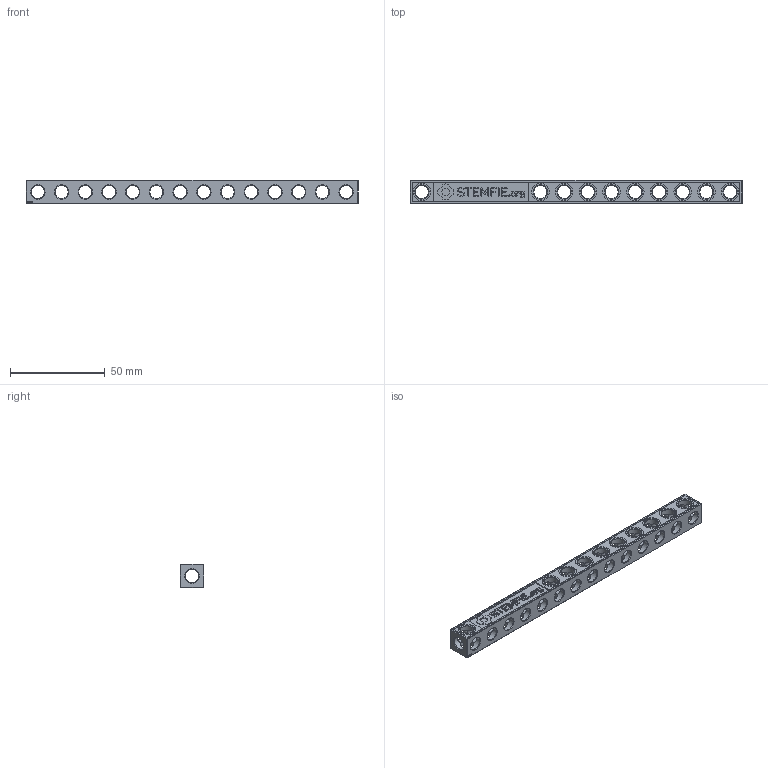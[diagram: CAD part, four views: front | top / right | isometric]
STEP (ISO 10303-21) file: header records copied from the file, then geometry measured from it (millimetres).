
FILE_DESCRIPTION(('FreeCAD Model'),'2;1');
FILE_NAME('Open CASCADE Shape Model','2023-11-10T18:43:48',(''),(''), 'Open CASCADE STEP processor 7.6','FreeCAD','Unknown');
FILE_SCHEMA(('AUTOMOTIVE_DESIGN { 1 0 10303 214 1 1 1 1 }'));
Products named in the file (1): Sign URL BEM STR ESS BU14x01x01 - SPN-SGN-0020 (stemfie.org)
Bounding box: 175 x 12.5 x 12.5 mm (x, y, z)
Volume: 13602.9 mm3; surface area: 12719.8 mm2
Topology: 1 solids, 1 shells, 827 faces, 2462 edges, 1642 vertices
Faces by surface type: plane 556, extrusion 136, cylinder 81, cone 54
Full cylindrical faces by diameter (mm): 7 x71, 9.2 x10
Entity records: 64321 total; most frequent: CARTESIAN_POINT 16794, DIRECTION 8143, VECTOR 5844, LINE 5708, ORIENTED_EDGE 4924, PCURVE 4924, DEFINITIONAL_REPRESENTATION 4924, EDGE_CURVE 2462
